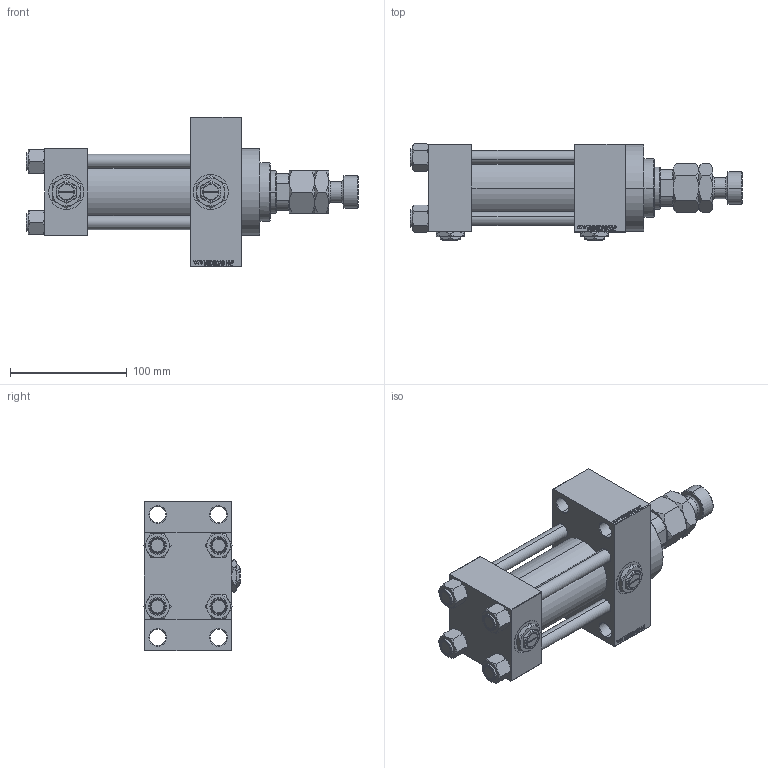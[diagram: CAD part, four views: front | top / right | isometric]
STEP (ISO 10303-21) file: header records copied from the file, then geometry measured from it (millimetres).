
FILE_DESCRIPTION (( 'STEP AP203' ), '1' );
FILE_NAME ('86cf.STEP', '2022-04-16T00:23:50', ( '' ), ( '' ), 'SwSTEP 2.0', 'SolidWorks 2019', '' );
FILE_SCHEMA (( 'CONFIG_CONTROL_DESIGN' ));
Length unit declared in the file: millimetre
Products named in the file (8): NUT_M5_D 4c0c82825b1e0722eb909b7908fda584; V215CR_VCP_D 4c0c82825b1e0722eb909b7908fda584; Zatka_pro_OIL_PORT 4c0c82825b1e0722eb909b7908fda584; V215CR_D_TYCINKA 4c0c82825b1e0722eb909b7908fda584; V215CR_D_Body 4c0c82825b1e0722eb909b7908fda584; V215_VC_A 4c0c82825b1e0722eb909b7908fda584; MFA 4c0c82825b1e0722eb909b7908fda584; 86cf
Assembly tree (14 placements, depth 2):
  86cf
    V215CR_D_Body 4c0c82825b1e0722eb909b7908fda584
    V215CR_VCP_D 4c0c82825b1e0722eb909b7908fda584
    NUT_M5_D 4c0c82825b1e0722eb909b7908fda584  x4
    V215CR_D_TYCINKA 4c0c82825b1e0722eb909b7908fda584  x4
    V215_VC_A 4c0c82825b1e0722eb909b7908fda584
    MFA 4c0c82825b1e0722eb909b7908fda584
    Zatka_pro_OIL_PORT 4c0c82825b1e0722eb909b7908fda584  x2
Bounding box: 284 x 82.27 x 128 mm (x, y, z)
Volume: 929547.4 mm3; surface area: 204678.7 mm2
Topology: 14 solids, 14 shells, 1267 faces, 3114 edges, 1993 vertices
Faces by surface type: plane 565, bspline 368, cone 214, cylinder 108, torus 12
Entity records: 51300 total; most frequent: CARTESIAN_POINT 26362, ORIENTED_EDGE 5528, DIRECTION 3716, EDGE_CURVE 2764, VERTEX_POINT 1791, VECTOR 1578, LINE 1578, EDGE_LOOP 1245
